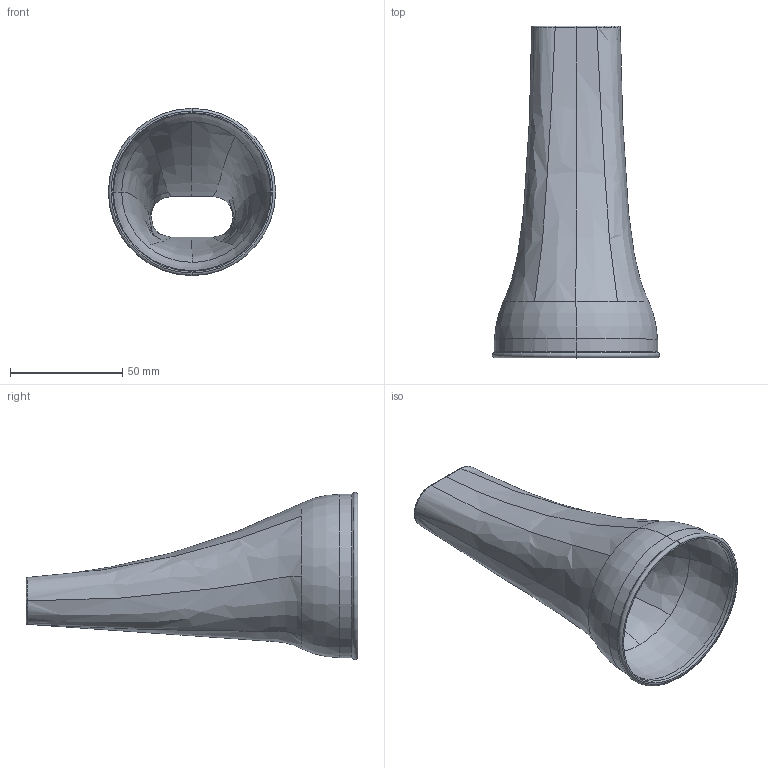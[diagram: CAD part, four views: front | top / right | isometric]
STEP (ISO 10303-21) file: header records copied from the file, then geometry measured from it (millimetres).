
FILE_DESCRIPTION (( 'STEP AP203' ), '1' );
FILE_NAME ('Tapered Oval Nozzle.STEP', '2005-02-04T17:50:15', ( 'mark lockwood' ), ( 'lockwood products inc.' ), 'SwSTEP 2.0', 'SolidWorks 2004146', '' );
FILE_SCHEMA (( 'CONFIG_CONTROL_DESIGN' ));
Length unit declared in the file: inch
Products named in the file (1): Tapered Oval Nozzle
Bounding box: 74.6 x 148.01 x 74.6 mm (x, y, z)
Volume: 30889.1 mm3; surface area: 44827.6 mm2
Topology: 1 solids, 1 shells, 49 faces, 143 edges, 96 vertices
Faces by surface type: bspline 33, torus 8, cylinder 4, cone 2, plane 2
Entity records: 8958 total; most frequent: CARTESIAN_POINT 7875, ORIENTED_EDGE 286, EDGE_CURVE 143, B_SPLINE_CURVE_WITH_KNOTS 113, VERTEX_POINT 96, DIRECTION 86, EDGE_LOOP 51, FACE_OUTER_BOUND 49
